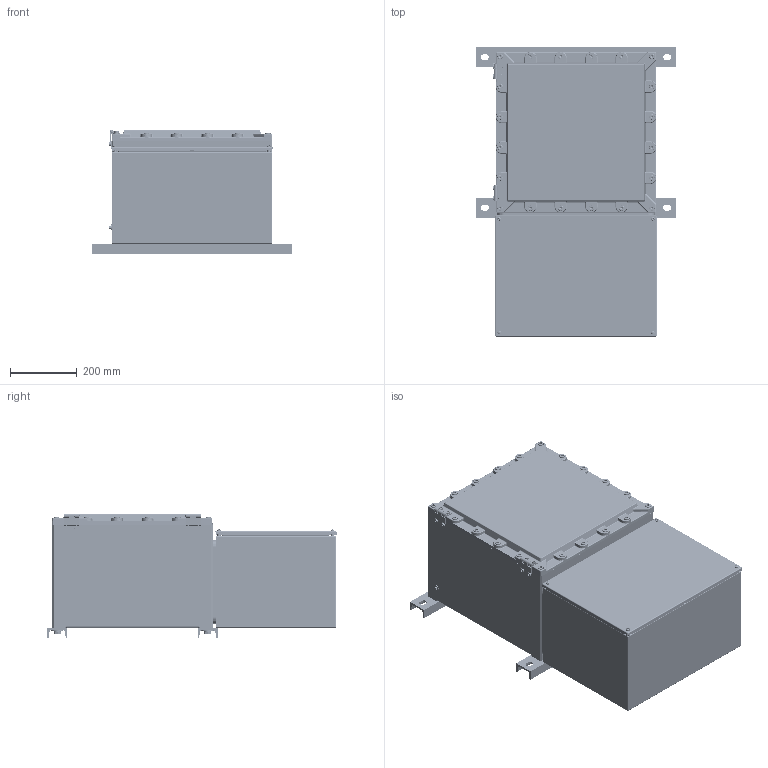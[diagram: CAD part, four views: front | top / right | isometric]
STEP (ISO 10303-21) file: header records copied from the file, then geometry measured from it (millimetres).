
FILE_DESCRIPTION (( 'STEP AP214' ), '1' );
FILE_NAME ('8264-_333-3__0-8125-_307-ap214.STEP', '2014-05-14T07:15:30', ( '' ), ( '' ), 'SwSTEP 2.0', 'SolidWorks 2013', '' );
FILE_SCHEMA (( 'AUTOMOTIVE_DESIGN' ));
Length unit declared in the file: millimetre
Products named in the file (32): 506_886_0; 500_635_0_Vereinfacht; 506_761_0; U 60 x 596_U60x30x596; 506_712_0; 8125-_307-_; 500_663_0_M 8 x 16; 509_642_0; 82_640_01_26_0_Teil_3; 509_642_0_1_montiert; 82_640_01_26_0_Teil_2; 82_640_01_26_0_Teil_1; 81_259_01_51_0; 502_606_0_Vereinfacht M10 x 30; 81_259_62_10_0; 502_077_0; 81_250_06_07_0_30; 506_228_0; 8125_2756030_fuer Gehausegroesse 30; 82_649_03_55_0_NEC; 81_257_01_05_6_30; 82_649_05_05_6_82_629_45_05_3; 81_257_70_04_6; 82_649_15_04_6_82_649_45_04_3; 504_778_0; 526_618_0; 8264-_333-3__0-8125-_307-ap214; 81_257_70_04_6_81_257_15_04_6; 8264-_333-3__0; 502_812_0_Vereinfacht; 506_548_0
Assembly tree (96 placements, depth 4):
  8264-_333-3__0-8125-_307-ap214
    8264-_333-3__0
      82_649_15_04_6_82_649_45_04_3
      82_649_05_05_6_82_629_45_05_3
      82_649_03_55_0_NEC
      506_228_0  x4
      502_077_0  x4
      502_606_0_Vereinfacht M10 x 30  x20
      82_640_01_26_0_Teil_1  x2
      82_640_01_26_0_Teil_2  x2
      82_640_01_26_0_Teil_3  x2
      500_663_0_M 8 x 16  x8
      506_712_0  x4
      506_761_0  x4
      500_635_0_Vereinfacht  x4
      506_886_0
      506_548_0
      502_812_0_Vereinfacht
    8125-_307-_
      81_257_70_04_6
        81_257_70_04_6_81_257_15_04_6
        526_618_0  x8
        504_778_0  x8
      81_250_06_07_0_30
        81_257_01_05_6_30
        8125_2756030_fuer Gehausegroesse 30
      81_259_62_10_0
      81_259_01_51_0  x4
      509_642_0  x4
        509_642_0
        509_642_0_1_montiert
    U 60 x 596_U60x30x596  x2
Bounding box: 596 x 866.75 x 372.5 mm (x, y, z)
Volume: 22630852.4 mm3; surface area: 4773377.3 mm2
Topology: 94 solids, 94 shells, 4267 faces, 9817 edges, 5742 vertices
Faces by surface type: cylinder 1549, plane 1235, torus 464, bspline 453, cone 428, sphere 138
Entity records: 102134 total; most frequent: CARTESIAN_POINT 38451, ORIENTED_EDGE 12750, DIRECTION 12554, EDGE_CURVE 6375, AXIS2_PLACEMENT_3D 4932, VERTEX_POINT 3784, EDGE_LOOP 2943, ADVANCED_FACE 2730
